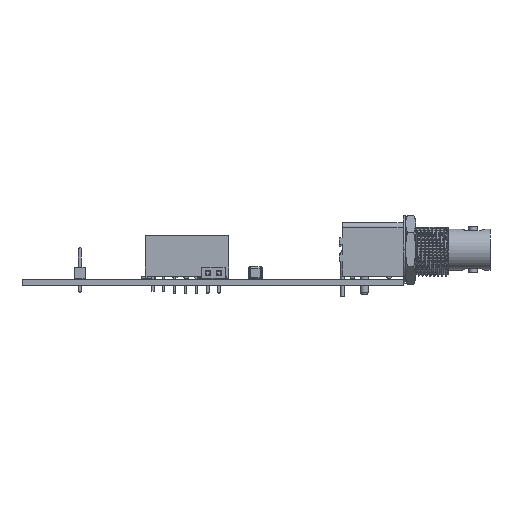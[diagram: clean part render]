
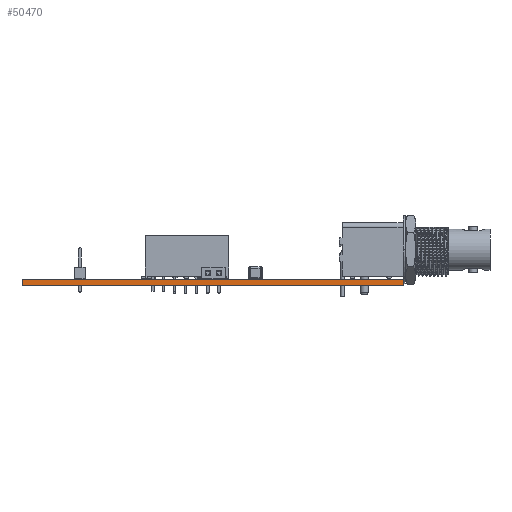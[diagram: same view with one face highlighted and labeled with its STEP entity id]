
A CAD part, left-side view. The second image highlights one B-rep face of the part: STEP entity #50470.
In plain terms, the highlighted planar face has unit normal (-1, 0, 0).
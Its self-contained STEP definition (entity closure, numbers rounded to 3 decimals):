
#50414 = VERTEX_POINT('',#50415);
#50415 = CARTESIAN_POINT('',(75.,-144.,1.6));
#50421 = EDGE_CURVE('',#50422,#50414,#50424,.T.);
#50422 = VERTEX_POINT('',#50423);
#50423 = CARTESIAN_POINT('',(75.,-144.,0.));
#50424 = LINE('',#50425,#50426);
#50425 = CARTESIAN_POINT('',(75.,-144.,0.));
#50426 = VECTOR('',#50427,1.);
#50427 = DIRECTION('',(0.,0.,1.));
#50470 = ADVANCED_FACE('',(#50471),#50496,.T.);
#50471 = FACE_BOUND('',#50472,.T.);
#50472 = EDGE_LOOP('',(#50473,#50474,#50482,#50490));
#50473 = ORIENTED_EDGE('',*,*,#50421,.T.);
#50474 = ORIENTED_EDGE('',*,*,#50475,.T.);
#50475 = EDGE_CURVE('',#50414,#50476,#50478,.T.);
#50476 = VERTEX_POINT('',#50477);
#50477 = CARTESIAN_POINT('',(75.,-55.,1.6));
#50478 = LINE('',#50479,#50480);
#50479 = CARTESIAN_POINT('',(75.,-144.,1.6));
#50480 = VECTOR('',#50481,1.);
#50481 = DIRECTION('',(0.,1.,0.));
#50482 = ORIENTED_EDGE('',*,*,#50483,.F.);
#50483 = EDGE_CURVE('',#50484,#50476,#50486,.T.);
#50484 = VERTEX_POINT('',#50485);
#50485 = CARTESIAN_POINT('',(75.,-55.,0.));
#50486 = LINE('',#50487,#50488);
#50487 = CARTESIAN_POINT('',(75.,-55.,0.));
#50488 = VECTOR('',#50489,1.);
#50489 = DIRECTION('',(0.,0.,1.));
#50490 = ORIENTED_EDGE('',*,*,#50491,.F.);
#50491 = EDGE_CURVE('',#50422,#50484,#50492,.T.);
#50492 = LINE('',#50493,#50494);
#50493 = CARTESIAN_POINT('',(75.,-144.,0.));
#50494 = VECTOR('',#50495,1.);
#50495 = DIRECTION('',(0.,1.,0.));
#50496 = PLANE('',#50497);
#50497 = AXIS2_PLACEMENT_3D('',#50498,#50499,#50500);
#50498 = CARTESIAN_POINT('',(75.,-144.,0.));
#50499 = DIRECTION('',(-1.,0.,0.));
#50500 = DIRECTION('',(0.,1.,0.));
